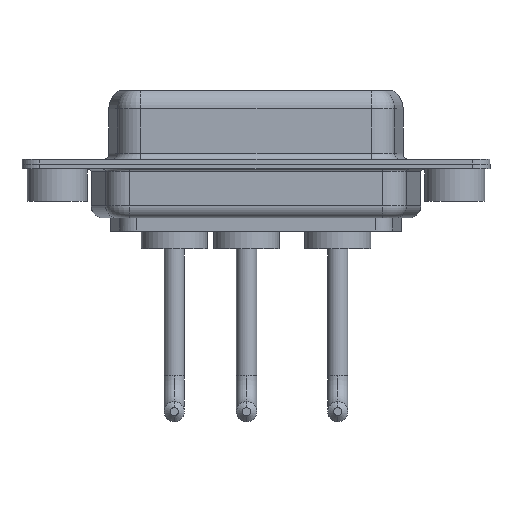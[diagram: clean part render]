
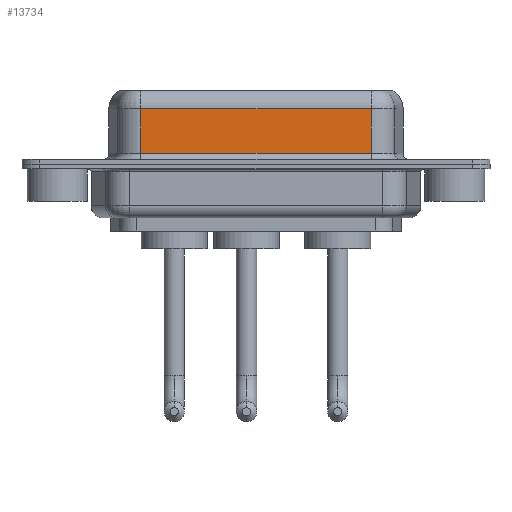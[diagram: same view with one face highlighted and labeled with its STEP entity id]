
A CAD part, front view. The second image highlights one B-rep face of the part: STEP entity #13734.
In plain terms, the highlighted planar face has unit normal (0, -1, 0).
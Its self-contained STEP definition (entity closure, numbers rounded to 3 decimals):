
#165 = LINE ( 'NONE', #1479, #12407 ) ;
#330 = EDGE_LOOP ( 'NONE', ( #5714, #11612, #8726, #13296 ) ) ;
#435 = CARTESIAN_POINT ( 'NONE',  ( 26.287, -3.95, 4.65 ) ) ;
#1105 = DIRECTION ( 'NONE',  ( 0., 1., 0. ) ) ;
#1246 = PLANE ( 'NONE',  #7525 ) ;
#1479 = CARTESIAN_POINT ( 'NONE',  ( 26.287, -3.95, 6.4 ) ) ;
#2570 = CARTESIAN_POINT ( 'NONE',  ( 7.013, -3.95, 4.65 ) ) ;
#2993 = VECTOR ( 'NONE', #9619, 1000. ) ;
#3884 = EDGE_CURVE ( 'NONE', #4966, #11465, #5832, .T. ) ;
#4327 = DIRECTION ( 'NONE',  ( 1., 0., 0. ) ) ;
#4966 = VERTEX_POINT ( 'NONE', #11416 ) ;
#5714 = ORIENTED_EDGE ( 'NONE', *, *, #11098, .F. ) ;
#5832 = LINE ( 'NONE', #9646, #8736 ) ;
#6399 = CARTESIAN_POINT ( 'NONE',  ( 26.287, -3.95, 6.4 ) ) ;
#7273 = VECTOR ( 'NONE', #10473, 1000. ) ;
#7286 = LINE ( 'NONE', #12573, #2993 ) ;
#7525 = AXIS2_PLACEMENT_3D ( 'NONE', #6399, #1105, #9709 ) ;
#8427 = CARTESIAN_POINT ( 'NONE',  ( 26.287, -3.95, 4.65 ) ) ;
#8526 = VERTEX_POINT ( 'NONE', #2570 ) ;
#8726 = ORIENTED_EDGE ( 'NONE', *, *, #9234, .T. ) ;
#8736 = VECTOR ( 'NONE', #4327, 1000. ) ;
#9234 = EDGE_CURVE ( 'NONE', #8526, #4966, #7286, .T. ) ;
#9590 = CARTESIAN_POINT ( 'NONE',  ( 26.287, -3.95, 0.9 ) ) ;
#9619 = DIRECTION ( 'NONE',  ( 0., 0., -1. ) ) ;
#9646 = CARTESIAN_POINT ( 'NONE',  ( 26.287, -3.95, 0.9 ) ) ;
#9709 = DIRECTION ( 'NONE',  ( 0., 0., 1. ) ) ;
#10473 = DIRECTION ( 'NONE',  ( -1., 0., 0. ) ) ;
#11098 = EDGE_CURVE ( 'NONE', #12487, #11465, #165, .T. ) ;
#11416 = CARTESIAN_POINT ( 'NONE',  ( 7.013, -3.95, 0.9 ) ) ;
#11465 = VERTEX_POINT ( 'NONE', #9590 ) ;
#11612 = ORIENTED_EDGE ( 'NONE', *, *, #12151, .T. ) ;
#12151 = EDGE_CURVE ( 'NONE', #12487, #8526, #13698, .T. ) ;
#12407 = VECTOR ( 'NONE', #12963, 1000. ) ;
#12487 = VERTEX_POINT ( 'NONE', #435 ) ;
#12573 = CARTESIAN_POINT ( 'NONE',  ( 7.013, -3.95, 6.4 ) ) ;
#12932 = FACE_OUTER_BOUND ( 'NONE', #330, .T. ) ;
#12963 = DIRECTION ( 'NONE',  ( 0., 0., -1. ) ) ;
#13296 = ORIENTED_EDGE ( 'NONE', *, *, #3884, .T. ) ;
#13698 = LINE ( 'NONE', #8427, #7273 ) ;
#13734 = ADVANCED_FACE ( 'NONE', ( #12932 ), #1246, .F. ) ;
